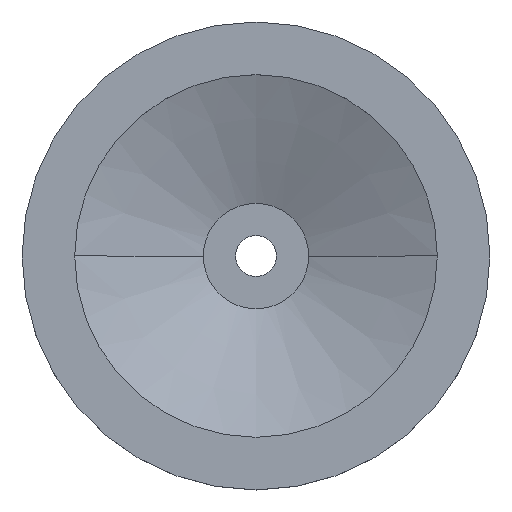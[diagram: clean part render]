
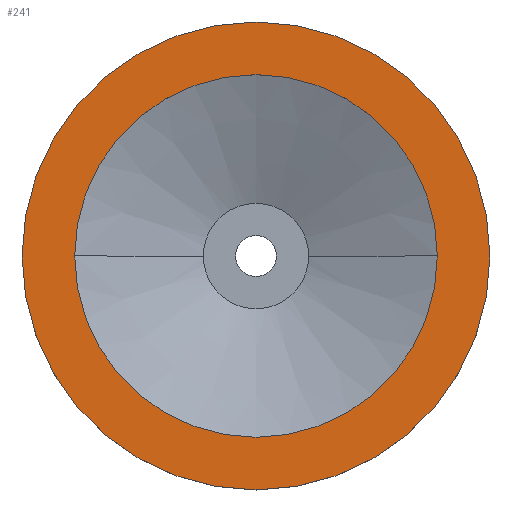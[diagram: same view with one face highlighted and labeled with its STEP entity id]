
A CAD part, top view. The second image highlights one B-rep face of the part: STEP entity #241.
In plain terms, the highlighted planar face has unit normal (0, 0, 1).
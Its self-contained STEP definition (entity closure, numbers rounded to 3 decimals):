
#129=VERTEX_POINT('',#318);
#159=EDGE_CURVE('',#129,#259,#351,.T.);
#165=EDGE_CURVE('',#211,#175,#357,.T.);
#175=VERTEX_POINT('',#368);
#201=EDGE_CURVE('',#175,#211,#400,.T.);
#211=VERTEX_POINT('',#410);
#217=EDGE_CURVE('',#259,#129,#416,.T.);
#241=ADVANCED_FACE('',(#443,#444),#445,.T.);
#259=VERTEX_POINT('',#466);
#318=CARTESIAN_POINT('',(80.0,0.,39.0));
#351=CIRCLE('',#568,80.0);
#357=CIRCLE('',#577,62.0);
#368=CARTESIAN_POINT('',(62.0,0.,39.0));
#400=CIRCLE('',#628,62.0);
#410=CARTESIAN_POINT('',(-62.0,0.,39.0));
#416=CIRCLE('',#652,80.0);
#443=FACE_OUTER_BOUND('',#684,.T.);
#444=FACE_BOUND('',#685,.T.);
#445=PLANE('',#686);
#466=CARTESIAN_POINT('',(-80.0,0.,39.0));
#568=AXIS2_PLACEMENT_3D('',#819,#820,#821);
#577=AXIS2_PLACEMENT_3D('',#823,#824,#825);
#628=AXIS2_PLACEMENT_3D('',#895,#896,#897);
#652=AXIS2_PLACEMENT_3D('',#904,#905,#906);
#684=EDGE_LOOP('',(#937,#938));
#685=EDGE_LOOP('',(#939,#940));
#686=AXIS2_PLACEMENT_3D('',#941,#942,#943);
#819=CARTESIAN_POINT('',(0.,0.,39.0));
#820=DIRECTION('',(-0.0,0.0,-1.0));
#821=DIRECTION('',(-1.0,0.,0.0));
#823=CARTESIAN_POINT('',(0.,0.,39.0));
#824=DIRECTION('',(-0.0,0.0,-1.0));
#825=DIRECTION('',(-1.0,0.,0.0));
#895=CARTESIAN_POINT('',(0.,0.,39.0));
#896=DIRECTION('',(-0.0,0.0,-1.0));
#897=DIRECTION('',(-1.0,0.,0.0));
#904=CARTESIAN_POINT('',(0.,0.,39.0));
#905=DIRECTION('',(-0.0,0.0,-1.0));
#906=DIRECTION('',(-1.0,0.,0.0));
#937=ORIENTED_EDGE('',*,*,#217,.F.);
#938=ORIENTED_EDGE('',*,*,#159,.F.);
#939=ORIENTED_EDGE('',*,*,#165,.T.);
#940=ORIENTED_EDGE('',*,*,#201,.T.);
#941=CARTESIAN_POINT('',(-71.0,0.,39.0));
#942=DIRECTION('',(0.0,0.0,1.0));
#943=DIRECTION('',(-1.0,0.,0.0));
